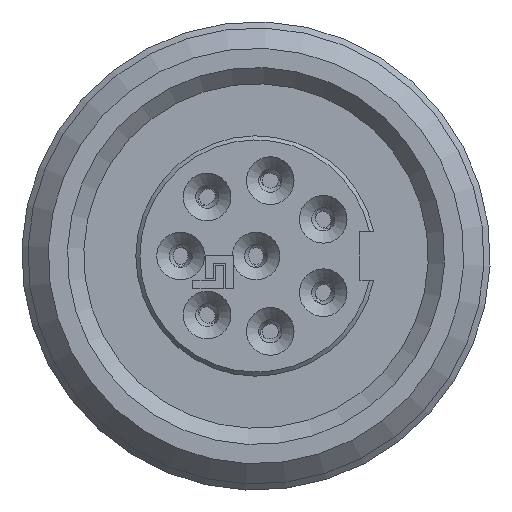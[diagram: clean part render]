
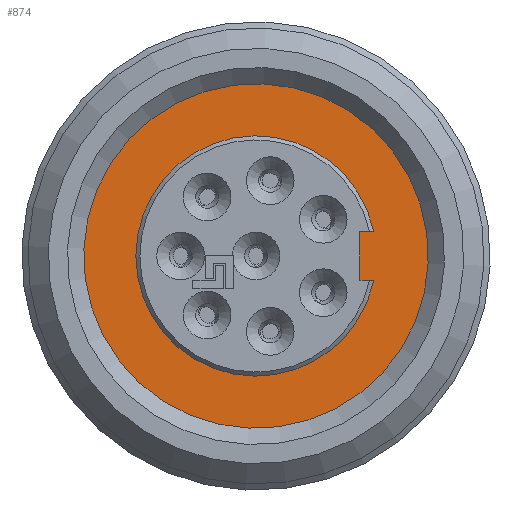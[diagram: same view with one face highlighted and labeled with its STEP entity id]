
A CAD part, left-side view. The second image highlights one B-rep face of the part: STEP entity #874.
In plain terms, the highlighted planar face has unit normal (-1, 0, 0).
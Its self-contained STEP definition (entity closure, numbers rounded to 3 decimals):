
#492=LINE('',#4380,#632);
#493=LINE('',#4382,#633);
#494=LINE('',#4384,#634);
#632=VECTOR('',#3599,1.);
#633=VECTOR('',#3600,1.);
#634=VECTOR('',#3601,1.);
#783=PLANE('',#3244);
#874=ADVANCED_FACE('',(#1118,#1119),#783,.T.);
#1118=FACE_BOUND('',#1234,.T.);
#1119=FACE_BOUND('',#1235,.T.);
#1234=EDGE_LOOP('',(#1500,#1501,#1502,#1503));
#1235=EDGE_LOOP('',(#1504));
#1500=ORIENTED_EDGE('',*,*,#2677,.F.);
#1501=ORIENTED_EDGE('',*,*,#2678,.F.);
#1502=ORIENTED_EDGE('',*,*,#2679,.T.);
#1503=ORIENTED_EDGE('',*,*,#2680,.T.);
#1504=ORIENTED_EDGE('',*,*,#2673,.T.);
#2352=VERTEX_POINT('',#4362);
#2356=VERTEX_POINT('',#4378);
#2357=VERTEX_POINT('',#4379);
#2358=VERTEX_POINT('',#4381);
#2359=VERTEX_POINT('',#4383);
#2673=EDGE_CURVE('',#2352,#2352,#3099,.T.);
#2677=EDGE_CURVE('',#2356,#2357,#3103,.T.);
#2678=EDGE_CURVE('',#2358,#2356,#492,.T.);
#2679=EDGE_CURVE('',#2358,#2359,#493,.T.);
#2680=EDGE_CURVE('',#2359,#2357,#494,.T.);
#3099=CIRCLE('',#3231,4.575);
#3103=CIRCLE('',#3243,2.95);
#3231=AXIS2_PLACEMENT_3D('',#4361,#3573,#3574);
#3243=AXIS2_PLACEMENT_3D('',#4377,#3597,#3598);
#3244=AXIS2_PLACEMENT_3D('',#4385,#3602,#3603);
#3573=DIRECTION('',(-1.,0.,0.));
#3574=DIRECTION('',(0.,0.,1.));
#3597=DIRECTION('',(-1.,0.,0.));
#3598=DIRECTION('',(0.,0.,1.));
#3599=DIRECTION('',(0.,-1.,0.));
#3600=DIRECTION('',(0.,0.,-1.));
#3601=DIRECTION('',(0.,-1.,0.));
#3602=DIRECTION('',(-1.,0.,0.));
#3603=DIRECTION('',(0.,0.,1.));
#4361=CARTESIAN_POINT('',(0.,0.,0.));
#4362=CARTESIAN_POINT('',(0.,0.,4.575));
#4377=CARTESIAN_POINT('',(0.,0.,0.));
#4378=CARTESIAN_POINT('',(0.,-2.888,0.6));
#4379=CARTESIAN_POINT('',(0.,-2.888,-0.6));
#4380=CARTESIAN_POINT('',(0.,0.,0.6));
#4381=CARTESIAN_POINT('',(0.,-2.55,0.6));
#4382=CARTESIAN_POINT('',(0.,-2.55,0.));
#4383=CARTESIAN_POINT('',(0.,-2.55,-0.6));
#4384=CARTESIAN_POINT('',(0.,0.,-0.6));
#4385=CARTESIAN_POINT('',(0.,0.,0.));
